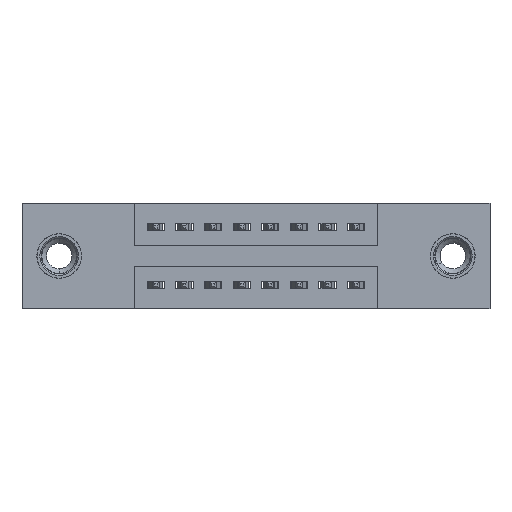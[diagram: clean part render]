
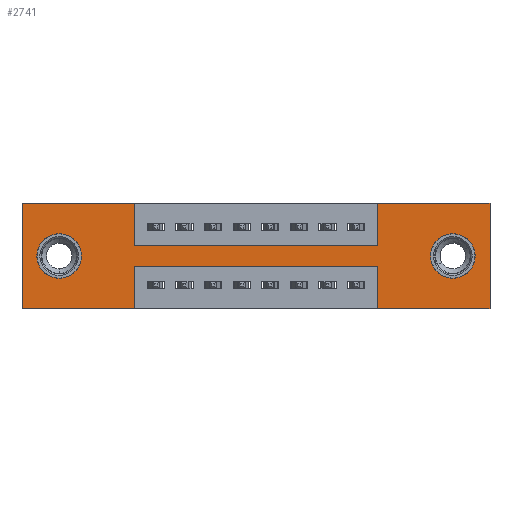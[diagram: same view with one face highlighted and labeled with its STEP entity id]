
A CAD part, front view. The second image highlights one B-rep face of the part: STEP entity #2741.
In plain terms, the highlighted planar face has unit normal (0, -1, 0).
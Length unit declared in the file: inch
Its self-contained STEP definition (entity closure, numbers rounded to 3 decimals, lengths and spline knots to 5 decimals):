
#122 = ORIENTED_EDGE ( 'NONE', *, *, #7779, .T. ) ;
#152 = ORIENTED_EDGE ( 'NONE', *, *, #11139, .F. ) ;
#365 = EDGE_CURVE ( 'NONE', #8188, #761, #2744, .T. ) ;
#396 = CARTESIAN_POINT ( 'NONE',  ( 0., 0., 0. ) ) ;
#487 = CARTESIAN_POINT ( 'NONE',  ( 1.635, 0., 0. ) ) ;
#606 = ORIENTED_EDGE ( 'NONE', *, *, #8668, .F. ) ;
#622 = VERTEX_POINT ( 'NONE', #3169 ) ;
#761 = VERTEX_POINT ( 'NONE', #9640 ) ;
#918 = DIRECTION ( 'NONE',  ( 0., 1., 0. ) ) ;
#1156 = EDGE_CURVE ( 'NONE', #622, #6785, #8561, .T. ) ;
#1167 = CARTESIAN_POINT ( 'NONE',  ( 0., 0., -0.37 ) ) ;
#1186 = CARTESIAN_POINT ( 'NONE',  ( 0.3925, 0., -0.22 ) ) ;
#1209 = CIRCLE ( 'NONE', #7228, 0.078 ) ;
#1281 = DIRECTION ( 'NONE',  ( 0., 0., 1. ) ) ;
#1336 = DIRECTION ( 'NONE',  ( 1., 0., 0. ) ) ;
#1360 = VERTEX_POINT ( 'NONE', #9008 ) ;
#1446 = VERTEX_POINT ( 'NONE', #5319 ) ;
#1507 = LINE ( 'NONE', #2667, #8682 ) ;
#1683 = VECTOR ( 'NONE', #2928, 39.37008 ) ;
#1690 = EDGE_CURVE ( 'NONE', #9678, #6570, #11458, .T. ) ;
#1692 = EDGE_CURVE ( 'NONE', #10483, #622, #1507, .T. ) ;
#1801 = DIRECTION ( 'NONE',  ( 1., 0., 0. ) ) ;
#1839 = VERTEX_POINT ( 'NONE', #11850 ) ;
#1881 = VERTEX_POINT ( 'NONE', #4502 ) ;
#2018 = DIRECTION ( 'NONE',  ( 0., 0., 1. ) ) ;
#2271 = EDGE_LOOP ( 'NONE', ( #122, #7155 ) ) ;
#2447 = AXIS2_PLACEMENT_3D ( 'NONE', #4673, #918, #3809 ) ;
#2536 = CARTESIAN_POINT ( 'NONE',  ( 0.13, 0., -0.107 ) ) ;
#2555 = DIRECTION ( 'NONE',  ( 0., 0., 1. ) ) ;
#2667 = CARTESIAN_POINT ( 'NONE',  ( 0., 0., 0. ) ) ;
#2741 = ADVANCED_FACE ( 'NONE', ( #9835, #3681, #3983 ), #4883, .T. ) ;
#2744 = LINE ( 'NONE', #9373, #9003 ) ;
#2770 = AXIS2_PLACEMENT_3D ( 'NONE', #3527, #10085, #2555 ) ;
#2838 = CARTESIAN_POINT ( 'NONE',  ( 0., 0., -0.37 ) ) ;
#2928 = DIRECTION ( 'NONE',  ( 0., 0., -1. ) ) ;
#2956 = DIRECTION ( 'NONE',  ( 0., -1., 0. ) ) ;
#3095 = LINE ( 'NONE', #10390, #11286 ) ;
#3169 = CARTESIAN_POINT ( 'NONE',  ( 0.3925, 0., 0. ) ) ;
#3511 = VECTOR ( 'NONE', #1336, 39.37008 ) ;
#3527 = CARTESIAN_POINT ( 'NONE',  ( 0.13, 0., -0.185 ) ) ;
#3681 = FACE_BOUND ( 'NONE', #8337, .T. ) ;
#3710 = LINE ( 'NONE', #8821, #9427 ) ;
#3808 = EDGE_CURVE ( 'NONE', #6785, #1881, #5555, .T. ) ;
#3809 = DIRECTION ( 'NONE',  ( 0., 0., -1. ) ) ;
#3892 = EDGE_CURVE ( 'NONE', #761, #1360, #10258, .T. ) ;
#3983 = FACE_OUTER_BOUND ( 'NONE', #6057, .T. ) ;
#4075 = DIRECTION ( 'NONE',  ( 0., 1., 0. ) ) ;
#4092 = VECTOR ( 'NONE', #10237, 39.37008 ) ;
#4172 = DIRECTION ( 'NONE',  ( 0., 0., 1. ) ) ;
#4379 = ORIENTED_EDGE ( 'NONE', *, *, #3892, .F. ) ;
#4502 = CARTESIAN_POINT ( 'NONE',  ( 1.2425, 0., -0.15 ) ) ;
#4541 = CARTESIAN_POINT ( 'NONE',  ( 0.3925, 0., 0. ) ) ;
#4673 = CARTESIAN_POINT ( 'NONE',  ( 1.505, 0., -0.185 ) ) ;
#4683 = DIRECTION ( 'NONE',  ( -1., 0., 0. ) ) ;
#4756 = ORIENTED_EDGE ( 'NONE', *, *, #365, .F. ) ;
#4883 = PLANE ( 'NONE',  #5537 ) ;
#4907 = CARTESIAN_POINT ( 'NONE',  ( 1.2425, 0., -0.22 ) ) ;
#4935 = ORIENTED_EDGE ( 'NONE', *, *, #8024, .F. ) ;
#5319 = CARTESIAN_POINT ( 'NONE',  ( 1.505, 0., -0.107 ) ) ;
#5537 = AXIS2_PLACEMENT_3D ( 'NONE', #5782, #2956, #9488 ) ;
#5555 = LINE ( 'NONE', #11715, #3511 ) ;
#5562 = ORIENTED_EDGE ( 'NONE', *, *, #10462, .T. ) ;
#5782 = CARTESIAN_POINT ( 'NONE',  ( 0., 0., -0.37 ) ) ;
#5815 = VECTOR ( 'NONE', #11565, 39.37008 ) ;
#5861 = VERTEX_POINT ( 'NONE', #11540 ) ;
#5941 = EDGE_CURVE ( 'NONE', #5861, #8472, #8901, .T. ) ;
#6057 = EDGE_LOOP ( 'NONE', ( #9972, #4935, #9040, #606, #4379, #4756, #10672, #6162, #6589, #7921, #6901, #152 ) ) ;
#6162 = ORIENTED_EDGE ( 'NONE', *, *, #3808, .F. ) ;
#6354 = CARTESIAN_POINT ( 'NONE',  ( 1.2425, 0., -0.37 ) ) ;
#6570 = VERTEX_POINT ( 'NONE', #4907 ) ;
#6584 = CARTESIAN_POINT ( 'NONE',  ( 1.2425, 0., -0.37 ) ) ;
#6589 = ORIENTED_EDGE ( 'NONE', *, *, #1156, .F. ) ;
#6660 = CARTESIAN_POINT ( 'NONE',  ( 0.3925, 0., -0.15 ) ) ;
#6740 = DIRECTION ( 'NONE',  ( 0., 0., 1. ) ) ;
#6785 = VERTEX_POINT ( 'NONE', #6660 ) ;
#6793 = VECTOR ( 'NONE', #4683, 39.37008 ) ;
#6838 = EDGE_CURVE ( 'NONE', #8189, #8775, #10811, .T. ) ;
#6884 = CARTESIAN_POINT ( 'NONE',  ( 1.2425, 0., 0. ) ) ;
#6901 = ORIENTED_EDGE ( 'NONE', *, *, #10957, .F. ) ;
#6912 = VECTOR ( 'NONE', #6740, 39.37008 ) ;
#7155 = ORIENTED_EDGE ( 'NONE', *, *, #9194, .T. ) ;
#7228 = AXIS2_PLACEMENT_3D ( 'NONE', #9677, #4075, #1281 ) ;
#7314 = ORIENTED_EDGE ( 'NONE', *, *, #5941, .T. ) ;
#7505 = CARTESIAN_POINT ( 'NONE',  ( 0.3925, 0., -0.22 ) ) ;
#7542 = DIRECTION ( 'NONE',  ( 0., 1., 0. ) ) ;
#7617 = DIRECTION ( 'NONE',  ( 1., 0., 0. ) ) ;
#7724 = CARTESIAN_POINT ( 'NONE',  ( 0.3925, 0., -0.37 ) ) ;
#7752 = CARTESIAN_POINT ( 'NONE',  ( 0.3925, 0., -0.37 ) ) ;
#7779 = EDGE_CURVE ( 'NONE', #1446, #1839, #9615, .T. ) ;
#7921 = ORIENTED_EDGE ( 'NONE', *, *, #1692, .F. ) ;
#8024 = EDGE_CURVE ( 'NONE', #6570, #8189, #9761, .T. ) ;
#8188 = VERTEX_POINT ( 'NONE', #6884 ) ;
#8189 = VERTEX_POINT ( 'NONE', #1186 ) ;
#8337 = EDGE_LOOP ( 'NONE', ( #5562, #7314 ) ) ;
#8425 = CIRCLE ( 'NONE', #10854, 0.078 ) ;
#8472 = VERTEX_POINT ( 'NONE', #2536 ) ;
#8561 = LINE ( 'NONE', #4541, #1683 ) ;
#8562 = CARTESIAN_POINT ( 'NONE',  ( 0., 0., -0.37 ) ) ;
#8668 = EDGE_CURVE ( 'NONE', #1360, #9678, #10344, .T. ) ;
#8682 = VECTOR ( 'NONE', #7617, 39.37008 ) ;
#8769 = VECTOR ( 'NONE', #9770, 39.37008 ) ;
#8775 = VERTEX_POINT ( 'NONE', #7724 ) ;
#8821 = CARTESIAN_POINT ( 'NONE',  ( 1.2425, 0., 0. ) ) ;
#8901 = CIRCLE ( 'NONE', #2770, 0.078 ) ;
#9003 = VECTOR ( 'NONE', #1801, 39.37008 ) ;
#9008 = CARTESIAN_POINT ( 'NONE',  ( 1.635, 0., -0.37 ) ) ;
#9040 = ORIENTED_EDGE ( 'NONE', *, *, #1690, .F. ) ;
#9194 = EDGE_CURVE ( 'NONE', #1839, #1446, #8425, .T. ) ;
#9373 = CARTESIAN_POINT ( 'NONE',  ( 0., 0., 0. ) ) ;
#9427 = VECTOR ( 'NONE', #4172, 39.37008 ) ;
#9488 = DIRECTION ( 'NONE',  ( 0., 0., -1. ) ) ;
#9615 = CIRCLE ( 'NONE', #2447, 0.078 ) ;
#9640 = CARTESIAN_POINT ( 'NONE',  ( 1.635, 0., 0. ) ) ;
#9677 = CARTESIAN_POINT ( 'NONE',  ( 0.13, 0., -0.185 ) ) ;
#9678 = VERTEX_POINT ( 'NONE', #6584 ) ;
#9761 = LINE ( 'NONE', #7505, #10786 ) ;
#9770 = DIRECTION ( 'NONE',  ( 0., 0., -1. ) ) ;
#9835 = FACE_BOUND ( 'NONE', #2271, .T. ) ;
#9969 = EDGE_CURVE ( 'NONE', #1881, #8188, #3710, .T. ) ;
#9972 = ORIENTED_EDGE ( 'NONE', *, *, #6838, .F. ) ;
#10085 = DIRECTION ( 'NONE',  ( 0., 1., 0. ) ) ;
#10237 = DIRECTION ( 'NONE',  ( -1., 0., 0. ) ) ;
#10258 = LINE ( 'NONE', #487, #8769 ) ;
#10344 = LINE ( 'NONE', #8562, #6793 ) ;
#10347 = CARTESIAN_POINT ( 'NONE',  ( 1.505, 0., -0.185 ) ) ;
#10390 = CARTESIAN_POINT ( 'NONE',  ( 0., 0., 0. ) ) ;
#10462 = EDGE_CURVE ( 'NONE', #8472, #5861, #1209, .T. ) ;
#10483 = VERTEX_POINT ( 'NONE', #396 ) ;
#10672 = ORIENTED_EDGE ( 'NONE', *, *, #9969, .F. ) ;
#10786 = VECTOR ( 'NONE', #11997, 39.37008 ) ;
#10811 = LINE ( 'NONE', #7752, #5815 ) ;
#10833 = LINE ( 'NONE', #2838, #4092 ) ;
#10854 = AXIS2_PLACEMENT_3D ( 'NONE', #10347, #7542, #11625 ) ;
#10957 = EDGE_CURVE ( 'NONE', #11350, #10483, #3095, .T. ) ;
#11139 = EDGE_CURVE ( 'NONE', #8775, #11350, #10833, .T. ) ;
#11286 = VECTOR ( 'NONE', #2018, 39.37008 ) ;
#11350 = VERTEX_POINT ( 'NONE', #1167 ) ;
#11458 = LINE ( 'NONE', #6354, #6912 ) ;
#11540 = CARTESIAN_POINT ( 'NONE',  ( 0.13, 0., -0.263 ) ) ;
#11565 = DIRECTION ( 'NONE',  ( 0., 0., -1. ) ) ;
#11625 = DIRECTION ( 'NONE',  ( 0., 0., -1. ) ) ;
#11715 = CARTESIAN_POINT ( 'NONE',  ( 0.3925, 0., -0.15 ) ) ;
#11850 = CARTESIAN_POINT ( 'NONE',  ( 1.505, 0., -0.263 ) ) ;
#11997 = DIRECTION ( 'NONE',  ( -1., 0., 0. ) ) ;
